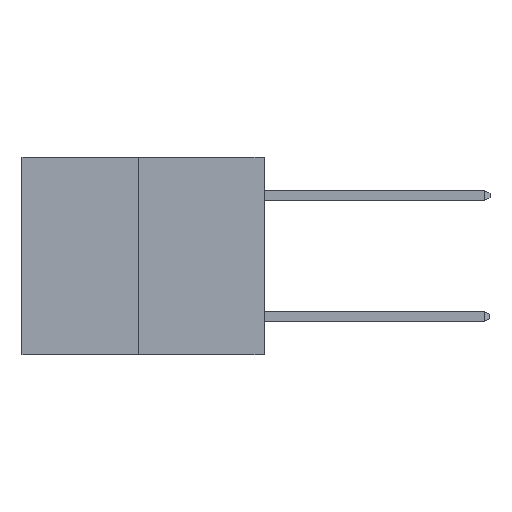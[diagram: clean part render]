
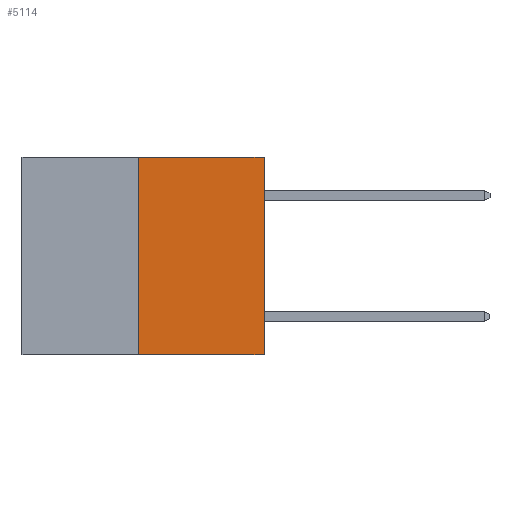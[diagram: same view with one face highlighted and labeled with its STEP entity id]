
A CAD part, left-side view. The second image highlights one B-rep face of the part: STEP entity #5114.
In plain terms, the highlighted planar face has unit normal (-1, 0, 0).
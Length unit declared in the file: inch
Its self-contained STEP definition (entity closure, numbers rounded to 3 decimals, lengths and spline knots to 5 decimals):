
#149 = CARTESIAN_POINT ( 'NONE',  ( 0., 0.312, 0. ) ) ;
#528 = ORIENTED_EDGE ( 'NONE', *, *, #4327, .F. ) ;
#536 = EDGE_CURVE ( 'NONE', #6204, #5259, #12803, .T. ) ;
#609 = VERTEX_POINT ( 'NONE', #11115 ) ;
#1306 = EDGE_LOOP ( 'NONE', ( #9648, #15915, #14658, #528 ) ) ;
#1373 = LINE ( 'NONE', #11414, #2855 ) ;
#1993 = CARTESIAN_POINT ( 'NONE',  ( 0., 0.6, 0. ) ) ;
#2168 = DIRECTION ( 'NONE',  ( 0., -1., 0. ) ) ;
#2432 = LINE ( 'NONE', #1993, #16155 ) ;
#2855 = VECTOR ( 'NONE', #6057, 39.37008 ) ;
#4327 = EDGE_CURVE ( 'NONE', #5259, #609, #2432, .T. ) ;
#5114 = ADVANCED_FACE ( 'NONE', ( #11683 ), #16364, .F. ) ;
#5259 = VERTEX_POINT ( 'NONE', #149 ) ;
#5268 = CARTESIAN_POINT ( 'NONE',  ( 0., 0.312, -0.49 ) ) ;
#5332 = VERTEX_POINT ( 'NONE', #15496 ) ;
#5430 = CARTESIAN_POINT ( 'NONE',  ( 0., 0.6, 0. ) ) ;
#6057 = DIRECTION ( 'NONE',  ( 0., 0., 1. ) ) ;
#6204 = VERTEX_POINT ( 'NONE', #5268 ) ;
#7053 = CARTESIAN_POINT ( 'NONE',  ( 0., 0.312, -0.49 ) ) ;
#7117 = DIRECTION ( 'NONE',  ( 0., 0., 1. ) ) ;
#8031 = DIRECTION ( 'NONE',  ( 1., 0., 0. ) ) ;
#8767 = EDGE_CURVE ( 'NONE', #6204, #5332, #12728, .T. ) ;
#9648 = ORIENTED_EDGE ( 'NONE', *, *, #536, .F. ) ;
#11056 = DIRECTION ( 'NONE',  ( 0., -1., 0. ) ) ;
#11115 = CARTESIAN_POINT ( 'NONE',  ( 0., 0., 0. ) ) ;
#11414 = CARTESIAN_POINT ( 'NONE',  ( 0., 0., 0. ) ) ;
#11683 = FACE_OUTER_BOUND ( 'NONE', #1306, .T. ) ;
#12591 = VECTOR ( 'NONE', #7117, 39.37008 ) ;
#12728 = LINE ( 'NONE', #17786, #17490 ) ;
#12798 = AXIS2_PLACEMENT_3D ( 'NONE', #5430, #8031, #13758 ) ;
#12803 = LINE ( 'NONE', #7053, #12591 ) ;
#13758 = DIRECTION ( 'NONE',  ( 0., 0., -1. ) ) ;
#14658 = ORIENTED_EDGE ( 'NONE', *, *, #16706, .T. ) ;
#15496 = CARTESIAN_POINT ( 'NONE',  ( 0., 0., -0.49 ) ) ;
#15915 = ORIENTED_EDGE ( 'NONE', *, *, #8767, .T. ) ;
#16155 = VECTOR ( 'NONE', #2168, 39.37008 ) ;
#16364 = PLANE ( 'NONE',  #12798 ) ;
#16706 = EDGE_CURVE ( 'NONE', #5332, #609, #1373, .T. ) ;
#17490 = VECTOR ( 'NONE', #11056, 39.37008 ) ;
#17786 = CARTESIAN_POINT ( 'NONE',  ( 0., 0.6, -0.49 ) ) ;
